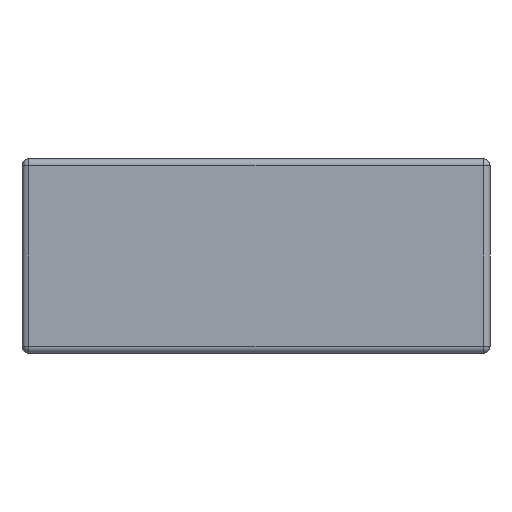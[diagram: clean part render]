
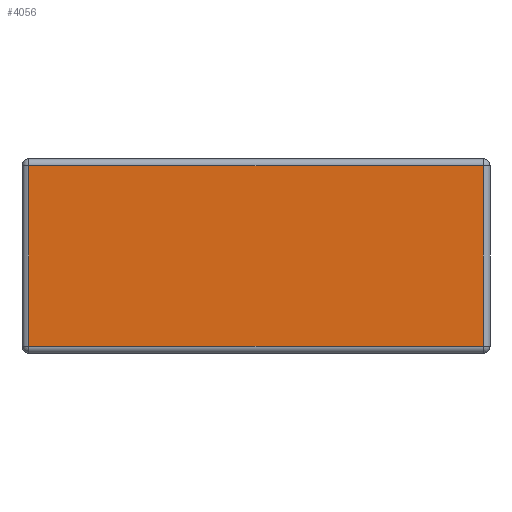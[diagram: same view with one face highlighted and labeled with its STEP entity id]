
A CAD part, front view. The second image highlights one B-rep face of the part: STEP entity #4056.
In plain terms, the highlighted planar face has unit normal (0, -1, 0).
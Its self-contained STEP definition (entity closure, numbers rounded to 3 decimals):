
#280 = CARTESIAN_POINT ( 'NONE',  ( -49., -42., 40.5 ) ) ;
#351 = LINE ( 'NONE', #3417, #2811 ) ;
#432 = CARTESIAN_POINT ( 'NONE',  ( -49., -42., 1.5 ) ) ;
#490 = VECTOR ( 'NONE', #2603, 1000. ) ;
#567 = VERTEX_POINT ( 'NONE', #280 ) ;
#572 = VERTEX_POINT ( 'NONE', #2014 ) ;
#762 = EDGE_CURVE ( 'NONE', #567, #990, #1349, .T. ) ;
#817 = VECTOR ( 'NONE', #2798, 1000. ) ;
#888 = EDGE_CURVE ( 'NONE', #2574, #567, #4495, .T. ) ;
#891 = CARTESIAN_POINT ( 'NONE',  ( 49., -42., 40.5 ) ) ;
#990 = VERTEX_POINT ( 'NONE', #432 ) ;
#1349 = LINE ( 'NONE', #3391, #490 ) ;
#1358 = CARTESIAN_POINT ( 'NONE',  ( -50.5, -42., 40.5 ) ) ;
#1927 = CARTESIAN_POINT ( 'NONE',  ( 49., -42., 42. ) ) ;
#1996 = LINE ( 'NONE', #1927, #817 ) ;
#2014 = CARTESIAN_POINT ( 'NONE',  ( 49., -42., 1.5 ) ) ;
#2164 = EDGE_CURVE ( 'NONE', #990, #572, #351, .T. ) ;
#2294 = ORIENTED_EDGE ( 'NONE', *, *, #762, .T. ) ;
#2574 = VERTEX_POINT ( 'NONE', #891 ) ;
#2603 = DIRECTION ( 'NONE',  ( 0., 0., -1. ) ) ;
#2798 = DIRECTION ( 'NONE',  ( 0., 0., 1. ) ) ;
#2811 = VECTOR ( 'NONE', #4788, 1000. ) ;
#2914 = PLANE ( 'NONE',  #3392 ) ;
#3203 = VECTOR ( 'NONE', #3858, 1000. ) ;
#3343 = ORIENTED_EDGE ( 'NONE', *, *, #5424, .T. ) ;
#3391 = CARTESIAN_POINT ( 'NONE',  ( -49., -42., 42. ) ) ;
#3392 = AXIS2_PLACEMENT_3D ( 'NONE', #3717, #5447, #4154 ) ;
#3417 = CARTESIAN_POINT ( 'NONE',  ( 50.5, -42., 1.5 ) ) ;
#3717 = CARTESIAN_POINT ( 'NONE',  ( -50.5, -42., 42. ) ) ;
#3858 = DIRECTION ( 'NONE',  ( -1., 0., 0. ) ) ;
#4056 = ADVANCED_FACE ( 'NONE', ( #4744 ), #2914, .F. ) ;
#4154 = DIRECTION ( 'NONE',  ( 0., 0., 1. ) ) ;
#4206 = ORIENTED_EDGE ( 'NONE', *, *, #2164, .T. ) ;
#4271 = EDGE_LOOP ( 'NONE', ( #2294, #4206, #3343, #5127 ) ) ;
#4495 = LINE ( 'NONE', #1358, #3203 ) ;
#4744 = FACE_OUTER_BOUND ( 'NONE', #4271, .T. ) ;
#4788 = DIRECTION ( 'NONE',  ( 1., 0., 0. ) ) ;
#5127 = ORIENTED_EDGE ( 'NONE', *, *, #888, .T. ) ;
#5424 = EDGE_CURVE ( 'NONE', #572, #2574, #1996, .T. ) ;
#5447 = DIRECTION ( 'NONE',  ( 0., 1., 0. ) ) ;
